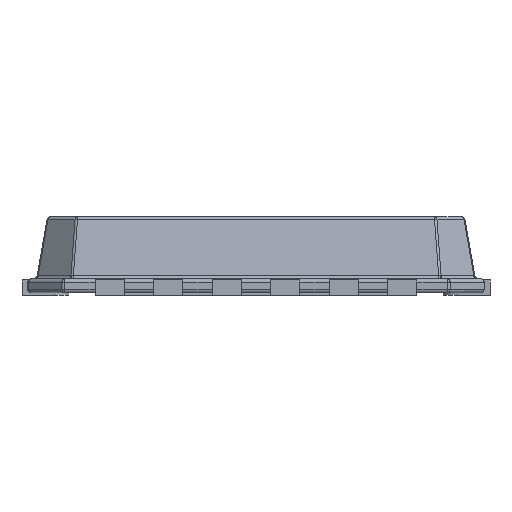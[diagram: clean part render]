
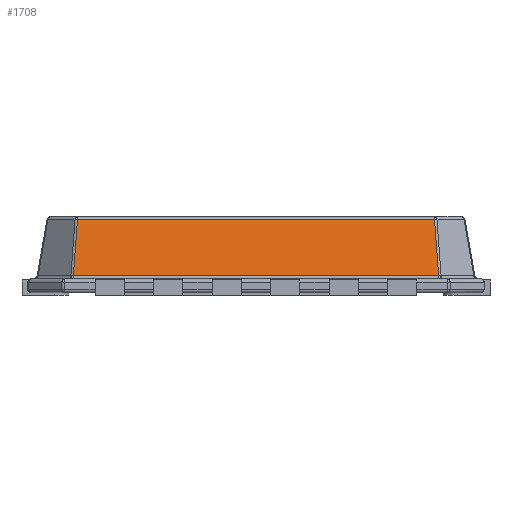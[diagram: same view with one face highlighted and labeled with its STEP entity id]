
A CAD part, left-side view. The second image highlights one B-rep face of the part: STEP entity #1708.
In plain terms, the highlighted planar face has unit normal (-0.985, 0, 0.174).
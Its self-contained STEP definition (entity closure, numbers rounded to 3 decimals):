
#807 = CARTESIAN_POINT ( 'NONE',  ( -1.875, 1.575, 0.12 ) ) ;
#1708 = ADVANCED_FACE ( 'NONE', ( #2401 ), #3830, .T. ) ;
#2151 = ORIENTED_EDGE ( 'NONE', *, *, #5245, .T. ) ;
#2401 = FACE_OUTER_BOUND ( 'NONE', #17166, .T. ) ;
#2543 = CARTESIAN_POINT ( 'NONE',  ( -1.786, 1.526, 0.625 ) ) ;
#2649 = VECTOR ( 'NONE', #10486, 1000. ) ;
#3108 = LINE ( 'NONE', #3306, #5832 ) ;
#3306 = CARTESIAN_POINT ( 'NONE',  ( -1.875, 1.563, 0.119 ) ) ;
#3760 = ORIENTED_EDGE ( 'NONE', *, *, #4773, .T. ) ;
#3830 = PLANE ( 'NONE',  #6119 ) ;
#4478 = CARTESIAN_POINT ( 'NONE',  ( -1.871, 1.561, 0.145 ) ) ;
#4773 = EDGE_CURVE ( 'NONE', #8131, #7576, #11010, .T. ) ;
#5245 = EDGE_CURVE ( 'NONE', #9456, #13637, #14674, .T. ) ;
#5832 = VECTOR ( 'NONE', #14749, 1000. ) ;
#6119 = AXIS2_PLACEMENT_3D ( 'NONE', #807, #12393, #12679 ) ;
#6801 = CARTESIAN_POINT ( 'NONE',  ( -1.786, 1.575, 0.625 ) ) ;
#7576 = VERTEX_POINT ( 'NONE', #2543 ) ;
#7705 = CARTESIAN_POINT ( 'NONE',  ( -1.871, -1.575, 0.145 ) ) ;
#7773 = ORIENTED_EDGE ( 'NONE', *, *, #17501, .T. ) ;
#8131 = VERTEX_POINT ( 'NONE', #17974 ) ;
#9456 = VERTEX_POINT ( 'NONE', #4478 ) ;
#9530 = VECTOR ( 'NONE', #15939, 1000. ) ;
#10037 = CARTESIAN_POINT ( 'NONE',  ( -1.871, -1.561, 0.145 ) ) ;
#10156 = LINE ( 'NONE', #14446, #9530 ) ;
#10486 = DIRECTION ( 'NONE',  ( 0., -1., 0. ) ) ;
#11010 = LINE ( 'NONE', #6801, #11435 ) ;
#11387 = DIRECTION ( 'NONE',  ( 0., 1., 0. ) ) ;
#11435 = VECTOR ( 'NONE', #11387, 1000. ) ;
#12393 = DIRECTION ( 'NONE',  ( -0.985, 0., 0.174 ) ) ;
#12679 = DIRECTION ( 'NONE',  ( 0.174, 0., 0.985 ) ) ;
#12866 = EDGE_CURVE ( 'NONE', #13637, #8131, #10156, .T. ) ;
#13637 = VERTEX_POINT ( 'NONE', #10037 ) ;
#14446 = CARTESIAN_POINT ( 'NONE',  ( -1.836, -1.547, 0.341 ) ) ;
#14674 = LINE ( 'NONE', #7705, #2649 ) ;
#14749 = DIRECTION ( 'NONE',  ( -0.173, 0.072, -0.982 ) ) ;
#15939 = DIRECTION ( 'NONE',  ( 0.173, 0.072, 0.982 ) ) ;
#16865 = ORIENTED_EDGE ( 'NONE', *, *, #12866, .T. ) ;
#17166 = EDGE_LOOP ( 'NONE', ( #2151, #16865, #3760, #7773 ) ) ;
#17501 = EDGE_CURVE ( 'NONE', #7576, #9456, #3108, .T. ) ;
#17974 = CARTESIAN_POINT ( 'NONE',  ( -1.786, -1.526, 0.625 ) ) ;
